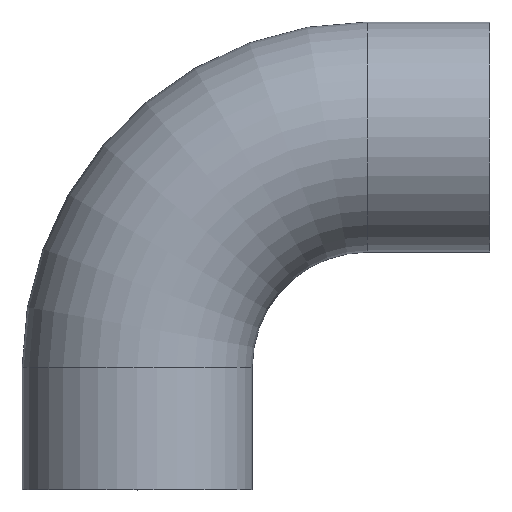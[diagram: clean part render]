
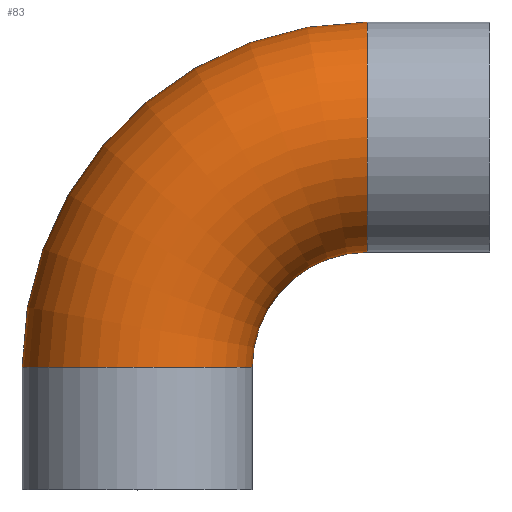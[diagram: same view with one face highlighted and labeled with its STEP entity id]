
A CAD part, top view. The second image highlights one B-rep face of the part: STEP entity #83.
In plain terms, the highlighted toroidal (fillet/blend) face has major radius 280 mm and minor radius 140 mm.
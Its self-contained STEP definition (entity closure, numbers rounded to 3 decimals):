
#83 = ADVANCED_FACE( '', ( #217 ), #218, .T. );
#105 = EDGE_CURVE( '', #157, #151, #244, .T. );
#139 = EDGE_CURVE( '', #189, #157, #280, .T. );
#151 = VERTEX_POINT( '', #294 );
#157 = VERTEX_POINT( '', #301 );
#167 = VERTEX_POINT( '', #312 );
#189 = VERTEX_POINT( '', #338 );
#191 = EDGE_CURVE( '', #151, #167, #340, .T. );
#199 = EDGE_CURVE( '', #189, #167, #349, .T. );
#217 = FACE_OUTER_BOUND( '', #357, .T. );
#218 = TOROIDAL_SURFACE( '', #358, 280., 140. );
#244 = CIRCLE( '', #393, 140. );
#280 = CIRCLE( '', #445, 420. );
#294 = CARTESIAN_POINT( '', ( 140., 149., 0. ) );
#301 = CARTESIAN_POINT( '', ( -140., 149., 0. ) );
#312 = CARTESIAN_POINT( '', ( 280., 289., 0. ) );
#338 = CARTESIAN_POINT( '', ( 280., 569., 0. ) );
#340 = CIRCLE( '', #513, 140. );
#349 = CIRCLE( '', #524, 140. );
#357 = EDGE_LOOP( '', ( #527, #528, #529, #530 ) );
#358 = AXIS2_PLACEMENT_3D( '', #531, #532, #533 );
#393 = AXIS2_PLACEMENT_3D( '', #567, #568, #569 );
#445 = AXIS2_PLACEMENT_3D( '', #616, #617, #618 );
#513 = AXIS2_PLACEMENT_3D( '', #690, #691, #692 );
#524 = AXIS2_PLACEMENT_3D( '', #704, #705, #706 );
#527 = ORIENTED_EDGE( '', *, *, #139, .T. );
#528 = ORIENTED_EDGE( '', *, *, #105, .T. );
#529 = ORIENTED_EDGE( '', *, *, #191, .T. );
#530 = ORIENTED_EDGE( '', *, *, #199, .F. );
#531 = CARTESIAN_POINT( '', ( 280., 149., 0. ) );
#532 = DIRECTION( '', ( 0., 0., 1. ) );
#533 = DIRECTION( '', ( 1., 0., 0. ) );
#567 = CARTESIAN_POINT( '', ( 0., 149., 0. ) );
#568 = DIRECTION( '', ( 0., 1., 0. ) );
#569 = DIRECTION( '', ( 1., 0., 0. ) );
#616 = CARTESIAN_POINT( '', ( 280., 149., 0. ) );
#617 = DIRECTION( '', ( 0., 0., 1. ) );
#618 = DIRECTION( '', ( 1., 0., 0. ) );
#690 = CARTESIAN_POINT( '', ( 280., 149., 0. ) );
#691 = DIRECTION( '', ( 0., 0., -1. ) );
#692 = DIRECTION( '', ( 1., 0., 0. ) );
#704 = CARTESIAN_POINT( '', ( 280., 429., 0. ) );
#705 = DIRECTION( '', ( 1., 0., 0. ) );
#706 = DIRECTION( '', ( 0., -1., 0. ) );
